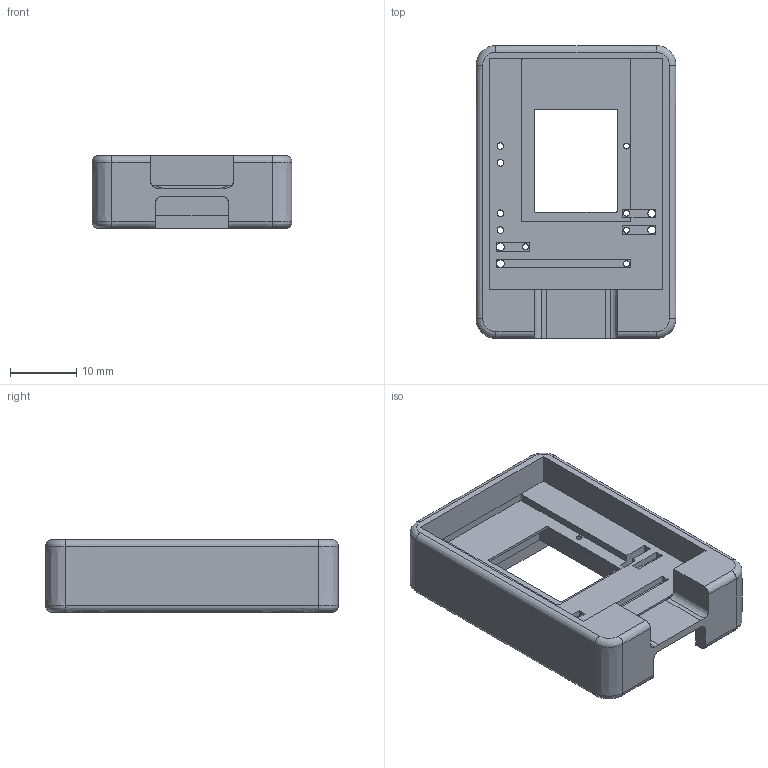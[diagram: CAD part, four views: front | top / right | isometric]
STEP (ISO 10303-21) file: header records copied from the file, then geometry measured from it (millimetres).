
FILE_DESCRIPTION(/* description */ (''),/* implementation_level */ '2;1');
FILE_NAME(/* name */ 'wifiducky',/* time_stamp */ '2020-12-13T11:20:12+01:00',/* author */ (''),/* organization */ (''),/* preprocessor_version */ 'ST-DEVELOPER v10',/* originating_system */ '',/* authorisation */ '');
FILE_SCHEMA (('CONFIG_CONTROL_DESIGN'));
Length unit declared in the file: millimetre
Products named in the file (1): 1
Bounding box: 30.2 x 44.25 x 11 mm (x, y, z)
Volume: 6516.1 mm3; surface area: 5387.9 mm2
Topology: 1 solids, 1 shells, 154 faces, 420 edges, 265 vertices
Faces by surface type: plane 78, bspline 76
Entity records: 13395 total; most frequent: CARTESIAN_POINT 10761, ORIENTED_EDGE 840, EDGE_CURVE 420, VERTEX_POINT 265, B_SPLINE_CURVE_WITH_KNOTS 259, EDGE_LOOP 179, ADVANCED_FACE 154, FACE_OUTER_BOUND 154
